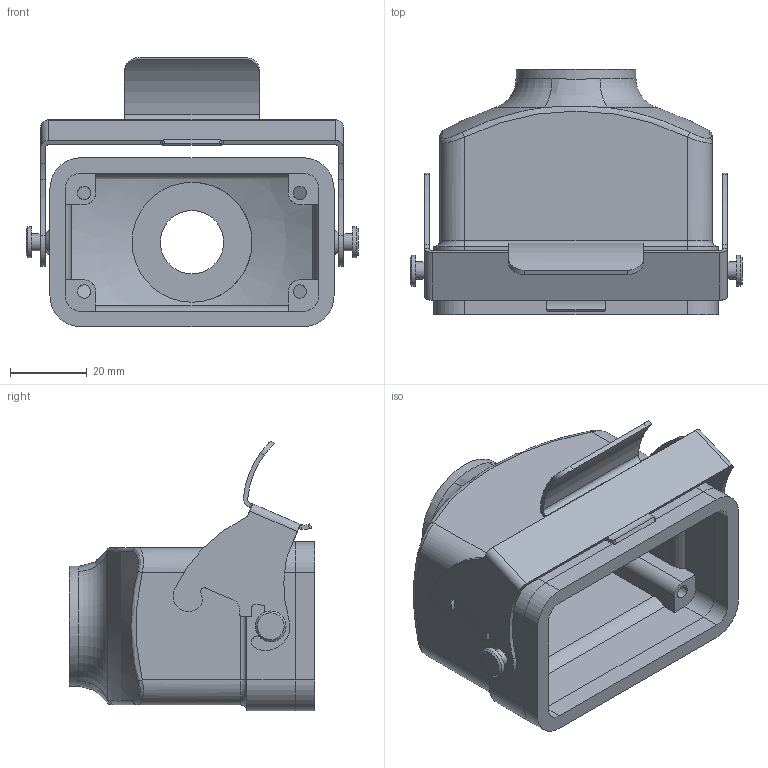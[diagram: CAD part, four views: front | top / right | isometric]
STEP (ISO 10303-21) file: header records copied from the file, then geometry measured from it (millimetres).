
FILE_DESCRIPTION (( 'STEP AP214' ), '1' );
FILE_NAME ('ZP-MC10B-2-SCP16M.STEP', '2011-11-21T14:29:04', ( '.adc' ), ( '' ), 'SwSTEP 2.0', 'SolidWorks 2011', '' );
FILE_SCHEMA (( 'AUTOMOTIVE_DESIGN' ));
Length unit declared in the file: millimetre
Products named in the file (1): ZP-MC10B-2-SCP16M
Bounding box: 86.5 x 64 x 70.19 mm (x, y, z)
Volume: 64751.8 mm3; surface area: 39336.2 mm2
Topology: 5 solids, 5 shells, 219 faces, 569 edges, 368 vertices
Faces by surface type: cylinder 106, plane 80, torus 12, bspline 10, sphere 7, cone 4
Full cylindrical faces by diameter (mm): 3.5 x4, 4.519 x2, 8 x2, 16.5 x1, 21 x1, 31.25 x2
Entity records: 9828 total; most frequent: CARTESIAN_POINT 3095, DIRECTION 1128, ORIENTED_EDGE 1088, EDGE_CURVE 544, AXIS2_PLACEMENT_3D 431, VERTEX_POINT 360, VECTOR 266, LINE 266
